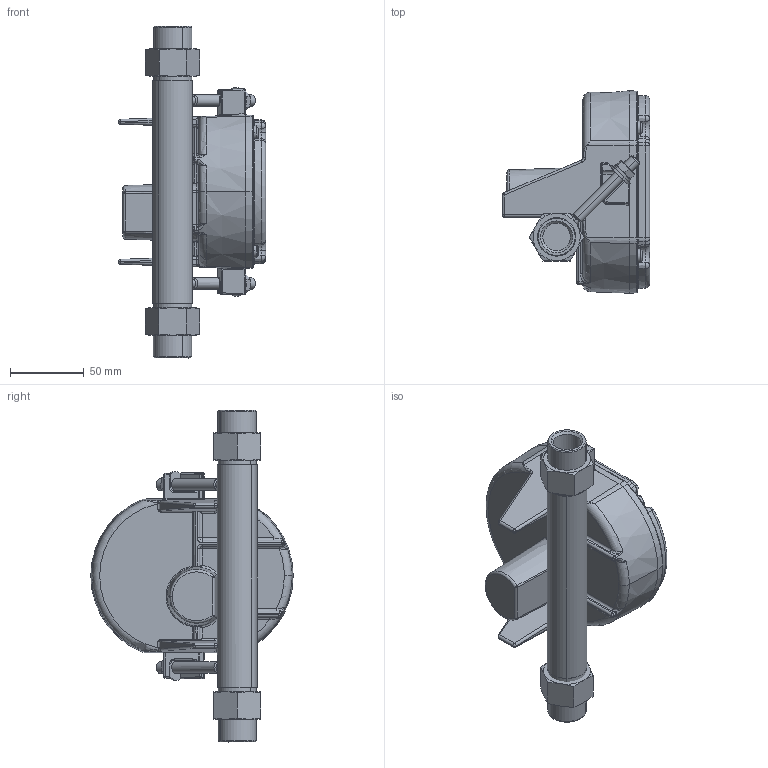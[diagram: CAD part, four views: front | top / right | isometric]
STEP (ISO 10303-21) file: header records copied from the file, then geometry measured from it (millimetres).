
FILE_DESCRIPTION (( 'STEP AP203' ), '1' );
FILE_NAME ('3809G-D-0708-ABCD-1289-A-0.STEP', '2018-05-02T16:53:31', ( 'mrutkowski' ), ( 'Hewlett-Packard Company' ), 'SwSTEP 2.0', 'SolidWorks 2017', '' );
FILE_SCHEMA (( 'CONFIG_CONTROL_DESIGN' ));
Length unit declared in the file: metre
Products named in the file (1): 3809G-D-0708-ABCD-1289-A-0
Bounding box: 99.91 x 137.16 x 225.01 mm (x, y, z)
Volume: 594142.6 mm3; surface area: 124888.9 mm2
Topology: 17 solids, 17 shells, 1198 faces, 2944 edges, 1770 vertices
Faces by surface type: cylinder 455, torus 201, plane 196, cone 191, bspline 113, sphere 42
Entity records: 49441 total; most frequent: CARTESIAN_POINT 22432, ORIENTED_EDGE 5816, DIRECTION 5529, EDGE_CURVE 2908, AXIS2_PLACEMENT_3D 2282, VERTEX_POINT 1768, EDGE_LOOP 1242, ADVANCED_FACE 1198
